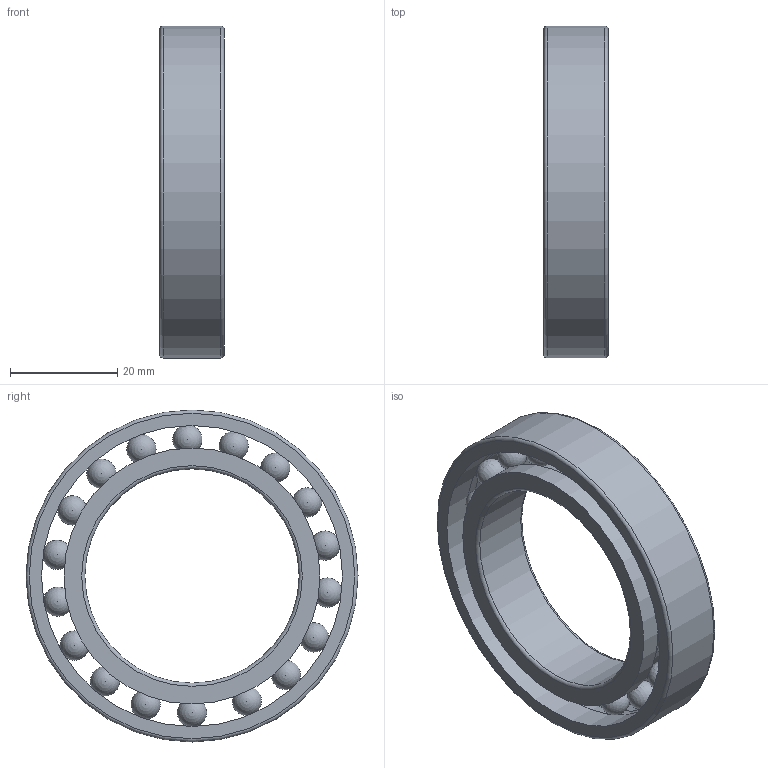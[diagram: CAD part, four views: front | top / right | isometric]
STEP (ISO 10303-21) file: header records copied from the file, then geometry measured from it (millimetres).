
FILE_DESCRIPTION( ( 'STEP AP203' ), '1' );
FILE_NAME( '6908.stp', '2019-08-14T08:04:40', ( '' ), ( '' ), ' ', 'PARTsolutions', ' ' );
FILE_SCHEMA( ( 'CONFIG_CONTROL_DESIGN' ) );
Length unit declared in the file: millimetre
Products named in the file (4): 6908; _6908 Outer ring; _6908 Inner ring; _6908 Ball
Assembly tree (20 placements, depth 2):
  6908
    _6908 Outer ring
    _6908 Inner ring
    _6908 Ball  x18
Bounding box: 12 x 62 x 62 mm (x, y, z)
Volume: 13871.7 mm3; surface area: 11559.2 mm2
Topology: 20 solids, 20 shells, 34 faces, 82 edges, 52 vertices
Faces by surface type: sphere 18, cylinder 6, torus 6, plane 4
Full cylindrical faces by diameter (mm): 40 x1, 47.8 x2, 56.2 x2, 62 x1
Entity records: 627 total; most frequent: DIRECTION 108, CARTESIAN_POINT 73, AXIS2_PLACEMENT_3D 54, EDGE_LOOP 32, ORIENTED_EDGE 32, FACE_OUTER_BOUND 28, PRODUCT_DEFINITION_SHAPE 24, CONTEXT_DEPENDENT_SHAPE_REPRESENTATION 20
